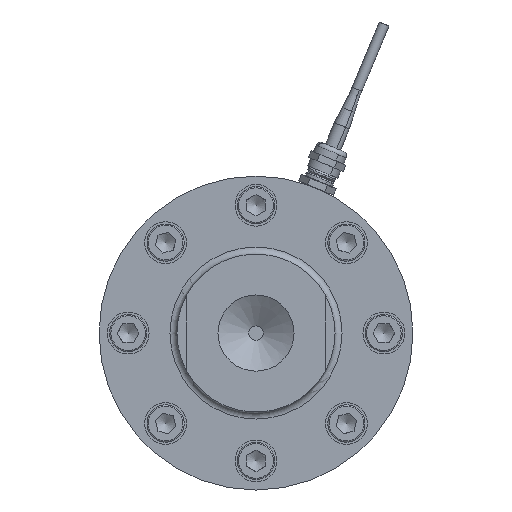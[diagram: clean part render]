
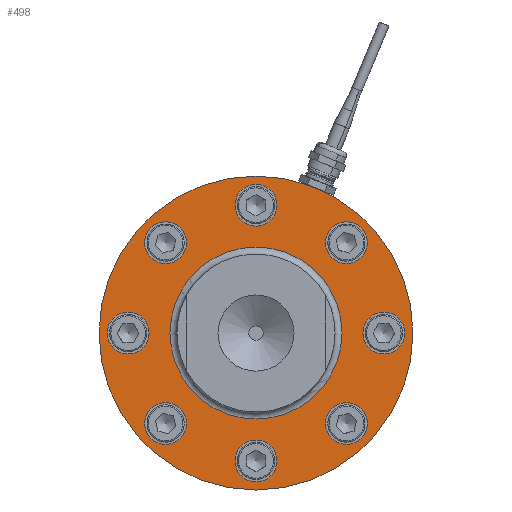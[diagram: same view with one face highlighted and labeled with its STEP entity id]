
A CAD part, front view. The second image highlights one B-rep face of the part: STEP entity #498.
In plain terms, the highlighted face is planar.
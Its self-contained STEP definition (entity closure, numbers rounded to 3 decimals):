
#498 = ADVANCED_FACE( '', ( #1016, #1017, #1018, #1019, #1020, #1021, #1022, #1023, #1024, #1025 ), #1026, .F. );
#1016 = FACE_BOUND( '', #1594, .T. );
#1017 = FACE_BOUND( '', #1595, .T. );
#1018 = FACE_BOUND( '', #1596, .T. );
#1019 = FACE_BOUND( '', #1597, .T. );
#1020 = FACE_BOUND( '', #1598, .T. );
#1021 = FACE_BOUND( '', #1599, .T. );
#1022 = FACE_BOUND( '', #1600, .T. );
#1023 = FACE_BOUND( '', #1601, .T. );
#1024 = FACE_BOUND( '', #1602, .T. );
#1025 = FACE_OUTER_BOUND( '', #1603, .T. );
#1026 = PLANE( '', #1604 );
#1594 = EDGE_LOOP( '', ( #2451 ) );
#1595 = EDGE_LOOP( '', ( #2452 ) );
#1596 = EDGE_LOOP( '', ( #2453 ) );
#1597 = EDGE_LOOP( '', ( #2454 ) );
#1598 = EDGE_LOOP( '', ( #2455 ) );
#1599 = EDGE_LOOP( '', ( #2456 ) );
#1600 = EDGE_LOOP( '', ( #2457 ) );
#1601 = EDGE_LOOP( '', ( #2458 ) );
#1602 = EDGE_LOOP( '', ( #2459 ) );
#1603 = EDGE_LOOP( '', ( #2460 ) );
#1604 = AXIS2_PLACEMENT_3D( '', #2461, #2462, #2463 );
#2451 = ORIENTED_EDGE( '', *, *, #3166, .T. );
#2452 = ORIENTED_EDGE( '', *, *, #3206, .T. );
#2453 = ORIENTED_EDGE( '', *, *, #3141, .T. );
#2454 = ORIENTED_EDGE( '', *, *, #3144, .T. );
#2455 = ORIENTED_EDGE( '', *, *, #3042, .T. );
#2456 = ORIENTED_EDGE( '', *, *, #3293, .T. );
#2457 = ORIENTED_EDGE( '', *, *, #3294, .T. );
#2458 = ORIENTED_EDGE( '', *, *, #3181, .T. );
#2459 = ORIENTED_EDGE( '', *, *, #3295, .T. );
#2460 = ORIENTED_EDGE( '', *, *, #3247, .F. );
#2461 = CARTESIAN_POINT( '', ( 0., -29., 34. ) );
#2462 = DIRECTION( '', ( 0., -1., 0. ) );
#2463 = DIRECTION( '', ( 1., 0., 0. ) );
#3042 = EDGE_CURVE( '', #3490, #3490, #3491, .T. );
#3141 = EDGE_CURVE( '', #3647, #3647, #3648, .T. );
#3144 = EDGE_CURVE( '', #3652, #3652, #3653, .T. );
#3166 = EDGE_CURVE( '', #3686, #3686, #3687, .T. );
#3181 = EDGE_CURVE( '', #3710, #3710, #3711, .T. );
#3206 = EDGE_CURVE( '', #3747, #3747, #3748, .T. );
#3247 = EDGE_CURVE( '', #3812, #3812, #3813, .T. );
#3293 = EDGE_CURVE( '', #3871, #3871, #3872, .T. );
#3294 = EDGE_CURVE( '', #3873, #3873, #3874, .T. );
#3295 = EDGE_CURVE( '', #3875, #3875, #3876, .T. );
#3490 = VERTEX_POINT( '', #4302 );
#3491 = CIRCLE( '', #4303, 9. );
#3647 = VERTEX_POINT( '', #4818 );
#3648 = CIRCLE( '', #4819, 9. );
#3652 = VERTEX_POINT( '', #4823 );
#3653 = CIRCLE( '', #4824, 9. );
#3686 = VERTEX_POINT( '', #4891 );
#3687 = CIRCLE( '', #4892, 37. );
#3710 = VERTEX_POINT( '', #4930 );
#3711 = CIRCLE( '', #4931, 9. );
#3747 = VERTEX_POINT( '', #5004 );
#3748 = CIRCLE( '', #5005, 9. );
#3812 = VERTEX_POINT( '', #5189 );
#3813 = CIRCLE( '', #5190, 67.5 );
#3871 = VERTEX_POINT( '', #5364 );
#3872 = CIRCLE( '', #5365, 9. );
#3873 = VERTEX_POINT( '', #5366 );
#3874 = CIRCLE( '', #5367, 9. );
#3875 = VERTEX_POINT( '', #5368 );
#3876 = CIRCLE( '', #5369, 9. );
#4302 = CARTESIAN_POINT( '', ( 64., -29., 0. ) );
#4303 = AXIS2_PLACEMENT_3D( '', #5835, #5836, #5837 );
#4818 = CARTESIAN_POINT( '', ( 0., -29., 64. ) );
#4819 = AXIS2_PLACEMENT_3D( '', #5895, #5896, #5897 );
#4823 = CARTESIAN_POINT( '', ( 45.255, -29., 45.255 ) );
#4824 = AXIS2_PLACEMENT_3D( '', #5901, #5902, #5903 );
#4891 = CARTESIAN_POINT( '', ( 37., -29., 0. ) );
#4892 = AXIS2_PLACEMENT_3D( '', #5921, #5922, #5923 );
#4930 = CARTESIAN_POINT( '', ( -45.255, -29., -45.255 ) );
#4931 = AXIS2_PLACEMENT_3D( '', #5930, #5931, #5932 );
#5004 = CARTESIAN_POINT( '', ( -45.255, -29., 45.255 ) );
#5005 = AXIS2_PLACEMENT_3D( '', #5948, #5949, #5950 );
#5189 = CARTESIAN_POINT( '', ( 67.5, -29., 0. ) );
#5190 = AXIS2_PLACEMENT_3D( '', #5990, #5991, #5992 );
#5364 = CARTESIAN_POINT( '', ( 45.255, -29., -45.255 ) );
#5365 = AXIS2_PLACEMENT_3D( '', #6023, #6024, #6025 );
#5366 = CARTESIAN_POINT( '', ( 0., -29., -64. ) );
#5367 = AXIS2_PLACEMENT_3D( '', #6026, #6027, #6028 );
#5368 = CARTESIAN_POINT( '', ( -64., -29., 0. ) );
#5369 = AXIS2_PLACEMENT_3D( '', #6029, #6030, #6031 );
#5835 = CARTESIAN_POINT( '', ( 55., -29., 0. ) );
#5836 = DIRECTION( '', ( 0., -1., 0. ) );
#5837 = DIRECTION( '', ( 1., 0., 0. ) );
#5895 = CARTESIAN_POINT( '', ( 0., -29., 55. ) );
#5896 = DIRECTION( '', ( 0., -1., 0. ) );
#5897 = DIRECTION( '', ( 0., 0., 1. ) );
#5901 = CARTESIAN_POINT( '', ( 38.891, -29., 38.891 ) );
#5902 = DIRECTION( '', ( 0., -1., 0. ) );
#5903 = DIRECTION( '', ( 0.707, 0., 0.707 ) );
#5921 = CARTESIAN_POINT( '', ( 0., -29., 0. ) );
#5922 = DIRECTION( '', ( 0., -1., 0. ) );
#5923 = DIRECTION( '', ( 1., 0., 0. ) );
#5930 = CARTESIAN_POINT( '', ( -38.891, -29., -38.891 ) );
#5931 = DIRECTION( '', ( 0., -1., 0. ) );
#5932 = DIRECTION( '', ( -0.707, 0., -0.707 ) );
#5948 = CARTESIAN_POINT( '', ( -38.891, -29., 38.891 ) );
#5949 = DIRECTION( '', ( 0., -1., 0. ) );
#5950 = DIRECTION( '', ( -0.707, 0., 0.707 ) );
#5990 = CARTESIAN_POINT( '', ( 0., -29., 0. ) );
#5991 = DIRECTION( '', ( 0., -1., 0. ) );
#5992 = DIRECTION( '', ( 1., 0., 0. ) );
#6023 = CARTESIAN_POINT( '', ( 38.891, -29., -38.891 ) );
#6024 = DIRECTION( '', ( 0., -1., 0. ) );
#6025 = DIRECTION( '', ( 0.707, 0., -0.707 ) );
#6026 = CARTESIAN_POINT( '', ( 0., -29., -55. ) );
#6027 = DIRECTION( '', ( 0., -1., 0. ) );
#6028 = DIRECTION( '', ( 0., 0., -1. ) );
#6029 = CARTESIAN_POINT( '', ( -55., -29., 0. ) );
#6030 = DIRECTION( '', ( 0., -1., 0. ) );
#6031 = DIRECTION( '', ( -1., 0., 0. ) );
